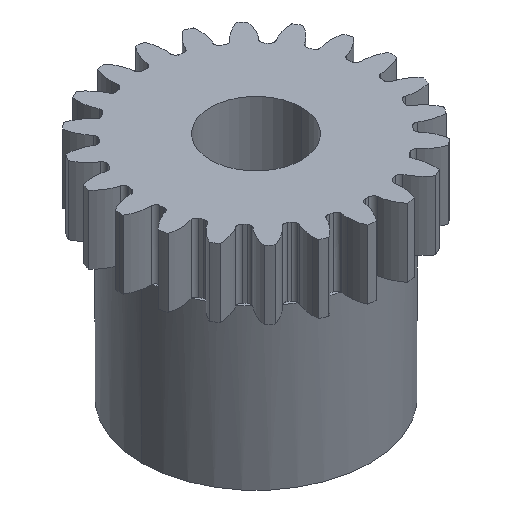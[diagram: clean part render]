
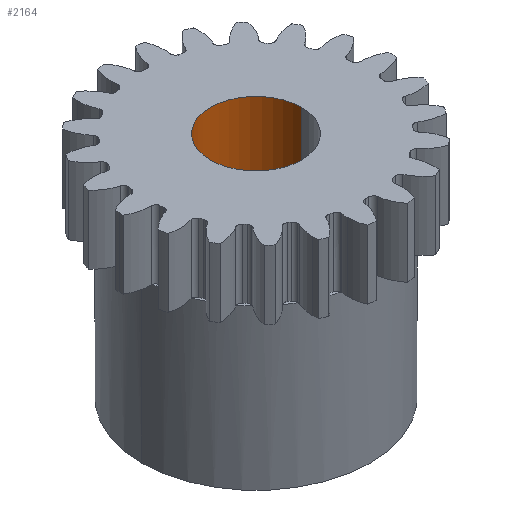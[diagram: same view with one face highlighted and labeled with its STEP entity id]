
A CAD part, isometric view. The second image highlights one B-rep face of the part: STEP entity #2164.
In plain terms, the highlighted cylindrical face has radius 2 mm (diameter 4 mm), a partial arc.
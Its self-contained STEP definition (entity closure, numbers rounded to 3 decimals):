
#177 = EDGE_CURVE ( 'NONE', #242, #195, #2748, .T. ) ;
#190 = VERTEX_POINT ( 'NONE', #2870 ) ;
#192 = VERTEX_POINT ( 'NONE', #2854 ) ;
#195 = VERTEX_POINT ( 'NONE', #2845 ) ;
#242 = VERTEX_POINT ( 'NONE', #2924 ) ;
#249 = EDGE_CURVE ( 'NONE', #190, #192, #2918, .T. ) ;
#1062 = EDGE_CURVE ( 'NONE', #195, #192, #4183, .T. ) ;
#2164 = ADVANCED_FACE ( 'NONE', ( #5958 ), #5998, .F. ) ;
#2165 = ORIENTED_EDGE ( 'NONE', *, *, #177, .T. ) ;
#2166 = ORIENTED_EDGE ( 'NONE', *, *, #1062, .T. ) ;
#2168 = ORIENTED_EDGE ( 'NONE', *, *, #249, .F. ) ;
#2170 = EDGE_CURVE ( 'NONE', #242, #190, #5959, .T. ) ;
#2171 = EDGE_LOOP ( 'NONE', ( #2168, #2176, #2165, #2166 ) ) ;
#2176 = ORIENTED_EDGE ( 'NONE', *, *, #2170, .F. ) ;
#2743 = DIRECTION ( 'NONE',  ( 0., 0., 1. ) ) ;
#2744 = VECTOR ( 'NONE', #2743, 1000. ) ;
#2745 = CARTESIAN_POINT ( 'NONE',  ( 2., 0., -7. ) ) ;
#2748 = LINE ( 'NONE', #2745, #2744 ) ;
#2845 = CARTESIAN_POINT ( 'NONE',  ( 2., 0., 3. ) ) ;
#2854 = CARTESIAN_POINT ( 'NONE',  ( -2., 0., 3. ) ) ;
#2870 = CARTESIAN_POINT ( 'NONE',  ( -2., 0., -7. ) ) ;
#2913 = DIRECTION ( 'NONE',  ( 0., 0., 1. ) ) ;
#2916 = VECTOR ( 'NONE', #2913, 1000. ) ;
#2917 = CARTESIAN_POINT ( 'NONE',  ( -2., 0., -7. ) ) ;
#2918 = LINE ( 'NONE', #2917, #2916 ) ;
#2924 = CARTESIAN_POINT ( 'NONE',  ( 2., 0., -7. ) ) ;
#4183 = CIRCLE ( 'NONE', #4290, 2. ) ;
#4287 = DIRECTION ( 'NONE',  ( 1., 0., 0. ) ) ;
#4288 = DIRECTION ( 'NONE',  ( 0., 0., 1. ) ) ;
#4289 = CARTESIAN_POINT ( 'NONE',  ( 0., 0., 3. ) ) ;
#4290 = AXIS2_PLACEMENT_3D ( 'NONE', #4289, #4288, #4287 ) ;
#5947 = DIRECTION ( 'NONE',  ( 1., 0., 0. ) ) ;
#5948 = DIRECTION ( 'NONE',  ( 0., 0., 1. ) ) ;
#5949 = CARTESIAN_POINT ( 'NONE',  ( 0., 0., -7. ) ) ;
#5950 = AXIS2_PLACEMENT_3D ( 'NONE', #5949, #5948, #5947 ) ;
#5952 = DIRECTION ( 'NONE',  ( 1., 0., 0. ) ) ;
#5953 = DIRECTION ( 'NONE',  ( 0., 0., 1. ) ) ;
#5954 = CARTESIAN_POINT ( 'NONE',  ( 0., 0., -7. ) ) ;
#5956 = AXIS2_PLACEMENT_3D ( 'NONE', #5954, #5953, #5952 ) ;
#5958 = FACE_OUTER_BOUND ( 'NONE', #2171, .T. ) ;
#5959 = CIRCLE ( 'NONE', #5950, 2. ) ;
#5998 = CYLINDRICAL_SURFACE ( 'NONE', #5956, 2. ) ;
